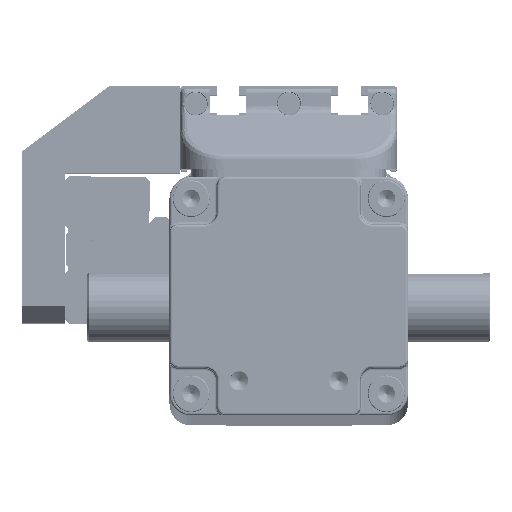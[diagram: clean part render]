
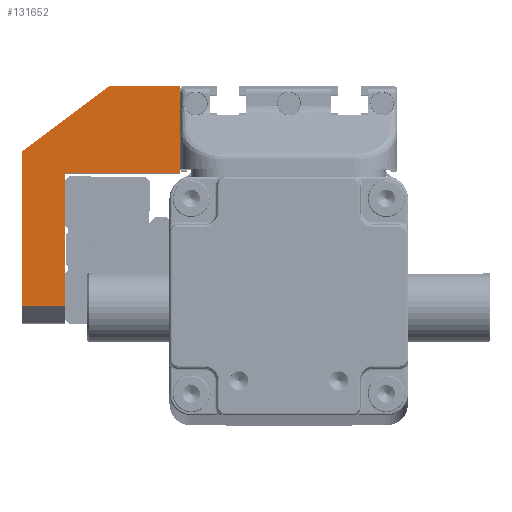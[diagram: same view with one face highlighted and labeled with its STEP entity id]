
A CAD part, top view. The second image highlights one B-rep face of the part: STEP entity #131652.
In plain terms, the highlighted face is planar.
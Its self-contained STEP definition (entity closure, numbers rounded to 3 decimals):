
#2468 = LINE ( 'NONE', #38448, #111891 ) ;
#7409 = EDGE_LOOP ( 'NONE', ( #78405, #114732, #27329, #57936, #14568, #12511, #104619 ) ) ;
#8151 = CARTESIAN_POINT ( 'NONE',  ( 0., 0., -75. ) ) ;
#8923 = DIRECTION ( 'NONE',  ( 0., -1., 0. ) ) ;
#9479 = DIRECTION ( 'NONE',  ( -1., 0., 0. ) ) ;
#10448 = EDGE_CURVE ( 'NONE', #79412, #28083, #2468, .T. ) ;
#10521 = LINE ( 'NONE', #33496, #142802 ) ;
#12372 = VECTOR ( 'NONE', #29140, 1000. ) ;
#12490 = CARTESIAN_POINT ( 'NONE',  ( 0., -30.5, -75. ) ) ;
#12511 = ORIENTED_EDGE ( 'NONE', *, *, #52203, .T. ) ;
#14568 = ORIENTED_EDGE ( 'NONE', *, *, #10448, .F. ) ;
#15337 = DIRECTION ( 'NONE',  ( -1., 0., 0. ) ) ;
#22013 = DIRECTION ( 'NONE',  ( 1., 0., 0. ) ) ;
#27329 = ORIENTED_EDGE ( 'NONE', *, *, #79808, .F. ) ;
#28083 = VERTEX_POINT ( 'NONE', #42690 ) ;
#29110 = PLANE ( 'NONE',  #71572 ) ;
#29140 = DIRECTION ( 'NONE',  ( 0., -1., 0. ) ) ;
#29853 = DIRECTION ( 'NONE',  ( 1., 0., 0. ) ) ;
#33400 = LINE ( 'NONE', #8151, #109309 ) ;
#33496 = CARTESIAN_POINT ( 'NONE',  ( 0., 0., -75. ) ) ;
#35715 = CARTESIAN_POINT ( 'NONE',  ( 0., 0., -75. ) ) ;
#38448 = CARTESIAN_POINT ( 'NONE',  ( 10., 5., -75. ) ) ;
#42690 = CARTESIAN_POINT ( 'NONE',  ( -10., 20., -75. ) ) ;
#43458 = CARTESIAN_POINT ( 'NONE',  ( -26.5, 0., -75. ) ) ;
#44441 = CARTESIAN_POINT ( 'NONE',  ( 10., 5., -75. ) ) ;
#48025 = VERTEX_POINT ( 'NONE', #12490 ) ;
#48403 = DIRECTION ( 'NONE',  ( -0.8, 0.6, 0. ) ) ;
#52203 = EDGE_CURVE ( 'NONE', #79412, #94923, #74717, .T. ) ;
#57936 = ORIENTED_EDGE ( 'NONE', *, *, #79745, .F. ) ;
#58778 = VECTOR ( 'NONE', #15337, 1000. ) ;
#62431 = CARTESIAN_POINT ( 'NONE',  ( 10., -30.5, -75. ) ) ;
#62440 = CARTESIAN_POINT ( 'NONE',  ( 10., 5., -75. ) ) ;
#71572 = AXIS2_PLACEMENT_3D ( 'NONE', #124908, #134179, #29853 ) ;
#71953 = VERTEX_POINT ( 'NONE', #43458 ) ;
#71996 = LINE ( 'NONE', #120397, #58778 ) ;
#72947 = EDGE_CURVE ( 'NONE', #94923, #48025, #105941, .T. ) ;
#74717 = LINE ( 'NONE', #62440, #86414 ) ;
#78405 = ORIENTED_EDGE ( 'NONE', *, *, #116586, .F. ) ;
#79412 = VERTEX_POINT ( 'NONE', #44441 ) ;
#79745 = EDGE_CURVE ( 'NONE', #28083, #146607, #71996, .T. ) ;
#79808 = EDGE_CURVE ( 'NONE', #146607, #71953, #112680, .T. ) ;
#84783 = DIRECTION ( 'NONE',  ( 0., -1., 0. ) ) ;
#86414 = VECTOR ( 'NONE', #84783, 1000. ) ;
#88900 = CARTESIAN_POINT ( 'NONE',  ( -26.5, 0., -75. ) ) ;
#93859 = CARTESIAN_POINT ( 'NONE',  ( -26.5, 20., -75. ) ) ;
#94923 = VERTEX_POINT ( 'NONE', #62431 ) ;
#95546 = EDGE_CURVE ( 'NONE', #71953, #101092, #10521, .T. ) ;
#101092 = VERTEX_POINT ( 'NONE', #35715 ) ;
#104619 = ORIENTED_EDGE ( 'NONE', *, *, #72947, .T. ) ;
#105941 = LINE ( 'NONE', #139809, #122128 ) ;
#109309 = VECTOR ( 'NONE', #8923, 1000. ) ;
#111891 = VECTOR ( 'NONE', #48403, 1000. ) ;
#112680 = LINE ( 'NONE', #88900, #12372 ) ;
#114732 = ORIENTED_EDGE ( 'NONE', *, *, #95546, .F. ) ;
#116586 = EDGE_CURVE ( 'NONE', #101092, #48025, #33400, .T. ) ;
#120397 = CARTESIAN_POINT ( 'NONE',  ( 0., 20., -75. ) ) ;
#122128 = VECTOR ( 'NONE', #9479, 1000. ) ;
#124908 = CARTESIAN_POINT ( 'NONE',  ( 0., 0., -75. ) ) ;
#131652 = ADVANCED_FACE ( 'NONE', ( #146411 ), #29110, .F. ) ;
#134179 = DIRECTION ( 'NONE',  ( 0., 0., 1. ) ) ;
#139809 = CARTESIAN_POINT ( 'NONE',  ( 10., -30.5, -75. ) ) ;
#142802 = VECTOR ( 'NONE', #22013, 1000. ) ;
#146411 = FACE_OUTER_BOUND ( 'NONE', #7409, .T. ) ;
#146607 = VERTEX_POINT ( 'NONE', #93859 ) ;
